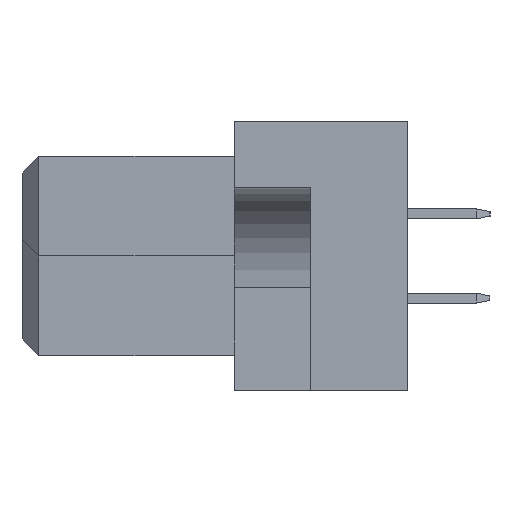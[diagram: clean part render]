
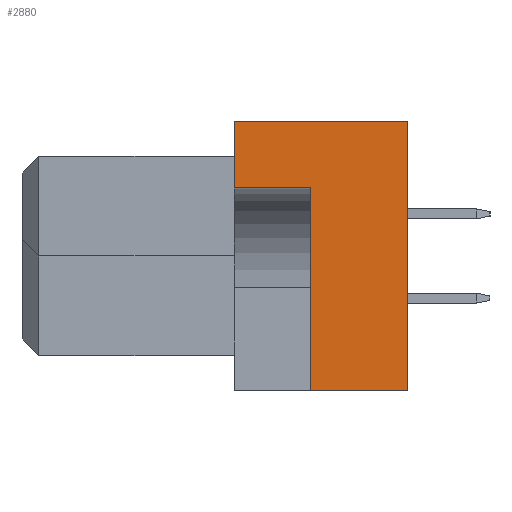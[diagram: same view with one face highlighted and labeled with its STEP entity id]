
A CAD part, left-side view. The second image highlights one B-rep face of the part: STEP entity #2880.
In plain terms, the highlighted planar face has unit normal (-1, 0, 0).
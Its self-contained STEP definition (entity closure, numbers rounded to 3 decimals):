
#25 = DIRECTION ( 'NONE',  ( 0., 0., 1. ) ) ;
#801 = EDGE_LOOP ( 'NONE', ( #7696, #8476, #5460, #12390, #8070, #5048 ) ) ;
#1193 = VERTEX_POINT ( 'NONE', #9022 ) ;
#1221 = CARTESIAN_POINT ( 'NONE',  ( -27.5, 5.2, 4.05 ) ) ;
#1442 = LINE ( 'NONE', #5754, #12868 ) ;
#1603 = LINE ( 'NONE', #13176, #6621 ) ;
#1922 = DIRECTION ( 'NONE',  ( 0., -1., 0. ) ) ;
#2014 = DIRECTION ( 'NONE',  ( 0., 1., 0. ) ) ;
#2169 = DIRECTION ( 'NONE',  ( 0., -1., 0. ) ) ;
#2358 = EDGE_CURVE ( 'NONE', #1193, #7685, #12085, .T. ) ;
#2404 = VERTEX_POINT ( 'NONE', #6586 ) ;
#2427 = VECTOR ( 'NONE', #2169, 1000. ) ;
#2692 = VERTEX_POINT ( 'NONE', #2997 ) ;
#2880 = ADVANCED_FACE ( 'NONE', ( #4471 ), #11371, .F. ) ;
#2997 = CARTESIAN_POINT ( 'NONE',  ( -27.5, 5.2, 2.05 ) ) ;
#3005 = DIRECTION ( 'NONE',  ( 0., 0., 1. ) ) ;
#3624 = DIRECTION ( 'NONE',  ( 0., 0., 1. ) ) ;
#3776 = LINE ( 'NONE', #13752, #4015 ) ;
#3993 = VECTOR ( 'NONE', #1922, 1000. ) ;
#4015 = VECTOR ( 'NONE', #3624, 1000. ) ;
#4471 = FACE_OUTER_BOUND ( 'NONE', #801, .T. ) ;
#5048 = ORIENTED_EDGE ( 'NONE', *, *, #6872, .F. ) ;
#5460 = ORIENTED_EDGE ( 'NONE', *, *, #7717, .F. ) ;
#5551 = VERTEX_POINT ( 'NONE', #10080 ) ;
#5754 = CARTESIAN_POINT ( 'NONE',  ( -27.5, 5.2, 4.05 ) ) ;
#6188 = VERTEX_POINT ( 'NONE', #1221 ) ;
#6203 = CARTESIAN_POINT ( 'NONE',  ( -27.5, 0., -4.05 ) ) ;
#6209 = EDGE_CURVE ( 'NONE', #2692, #6188, #1442, .T. ) ;
#6221 = VECTOR ( 'NONE', #2014, 1000. ) ;
#6468 = LINE ( 'NONE', #14505, #2427 ) ;
#6586 = CARTESIAN_POINT ( 'NONE',  ( -27.5, 0., 4.05 ) ) ;
#6621 = VECTOR ( 'NONE', #3005, 1000. ) ;
#6626 = DIRECTION ( 'NONE',  ( 1., 0., 0. ) ) ;
#6872 = EDGE_CURVE ( 'NONE', #6188, #2404, #6468, .T. ) ;
#6941 = EDGE_CURVE ( 'NONE', #5551, #2692, #7727, .T. ) ;
#7685 = VERTEX_POINT ( 'NONE', #6203 ) ;
#7696 = ORIENTED_EDGE ( 'NONE', *, *, #6209, .F. ) ;
#7717 = EDGE_CURVE ( 'NONE', #1193, #5551, #1603, .T. ) ;
#7727 = LINE ( 'NONE', #11067, #6221 ) ;
#8070 = ORIENTED_EDGE ( 'NONE', *, *, #8245, .T. ) ;
#8245 = EDGE_CURVE ( 'NONE', #7685, #2404, #3776, .T. ) ;
#8476 = ORIENTED_EDGE ( 'NONE', *, *, #6941, .F. ) ;
#8928 = CARTESIAN_POINT ( 'NONE',  ( -27.5, 5.2, 4.05 ) ) ;
#9022 = CARTESIAN_POINT ( 'NONE',  ( -27.5, 2.9, -4.05 ) ) ;
#9080 = DIRECTION ( 'NONE',  ( 0., 0., -1. ) ) ;
#9934 = CARTESIAN_POINT ( 'NONE',  ( -27.5, 5.2, -4.05 ) ) ;
#10080 = CARTESIAN_POINT ( 'NONE',  ( -27.5, 2.9, 2.05 ) ) ;
#11067 = CARTESIAN_POINT ( 'NONE',  ( -27.5, 2.9, 2.05 ) ) ;
#11371 = PLANE ( 'NONE',  #11575 ) ;
#11575 = AXIS2_PLACEMENT_3D ( 'NONE', #8928, #6626, #9080 ) ;
#12085 = LINE ( 'NONE', #9934, #3993 ) ;
#12390 = ORIENTED_EDGE ( 'NONE', *, *, #2358, .T. ) ;
#12868 = VECTOR ( 'NONE', #25, 1000. ) ;
#13176 = CARTESIAN_POINT ( 'NONE',  ( -27.5, 2.9, 2.05 ) ) ;
#13752 = CARTESIAN_POINT ( 'NONE',  ( -27.5, 0., 4.05 ) ) ;
#14505 = CARTESIAN_POINT ( 'NONE',  ( -27.5, 5.2, 4.05 ) ) ;
